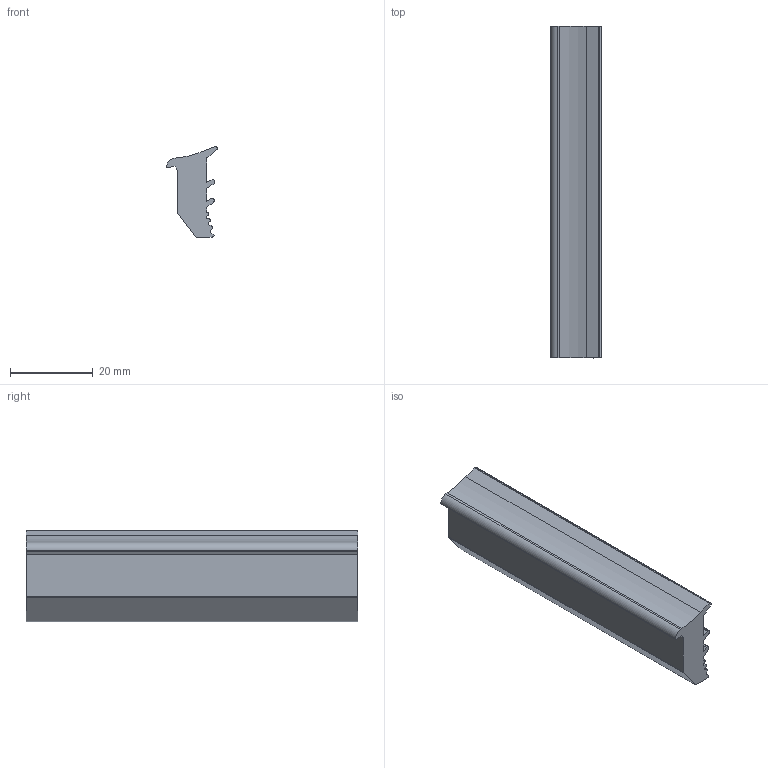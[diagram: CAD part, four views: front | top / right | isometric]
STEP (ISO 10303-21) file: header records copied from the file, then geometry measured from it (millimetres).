
FILE_DESCRIPTION (( 'STEP AP214' ), '1' );
FILE_NAME ('A000278-V.step', '2020-03-12T15:10:51', ( '' ), ( '' ), 'SwSTEP 2.0', 'SolidWorks 2010', '' );
FILE_SCHEMA (( 'AUTOMOTIVE_DESIGN' ));
Length unit declared in the file: millimetre
Products named in the file (1): A000278-V
Bounding box: 12.16 x 80 x 21.96 mm (x, y, z)
Volume: 11606.9 mm3; surface area: 6006.7 mm2
Topology: 1 solids, 1 shells, 44 faces, 126 edges, 84 vertices
Faces by surface type: plane 24, cylinder 20
Entity records: 1968 total; most frequent: DIRECTION 256, CARTESIAN_POINT 255, ORIENTED_EDGE 252, EDGE_CURVE 126, VECTOR 86, LINE 86, AXIS2_PLACEMENT_3D 85, VERTEX_POINT 84
